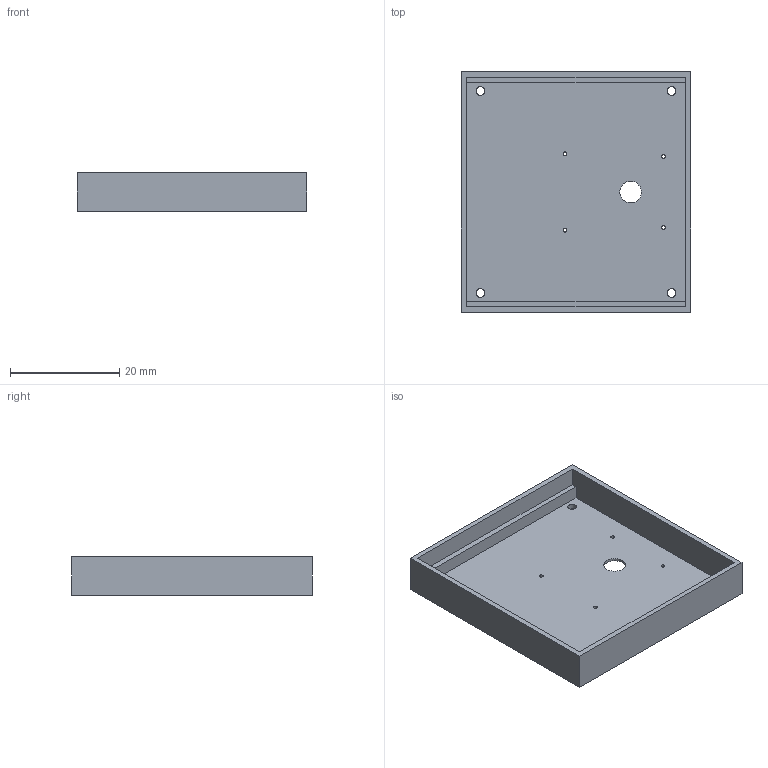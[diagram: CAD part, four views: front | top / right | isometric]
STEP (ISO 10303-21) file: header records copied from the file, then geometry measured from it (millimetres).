
FILE_DESCRIPTION(('FreeCAD Model'),'2;1');
FILE_NAME('Open CASCADE Shape Model','2023-10-05T12:21:52',(''),(''), 'Open CASCADE STEP processor 7.6','FreeCAD','Unknown');
FILE_SCHEMA(('AUTOMOTIVE_DESIGN { 1 0 10303 214 1 1 1 1 }'));
Length unit declared in the file: millimetre
Products named in the file (1): UpperPart
Bounding box: 42 x 44 x 7 mm (x, y, z)
Volume: 2973.2 mm3; surface area: 5878.4 mm2
Topology: 1 solids, 1 shells, 36 faces, 95 edges, 61 vertices
Faces by surface type: plane 26, cylinder 10
Full cylindrical faces by diameter (mm): 0.68 x4, 1.6 x4, 4 x1
Entity records: 1167 total; most frequent: DIRECTION 195, CARTESIAN_POINT 193, ORIENTED_EDGE 190, EDGE_CURVE 95, LINE 69, VECTOR 69, AXIS2_PLACEMENT_3D 63, VERTEX_POINT 61
